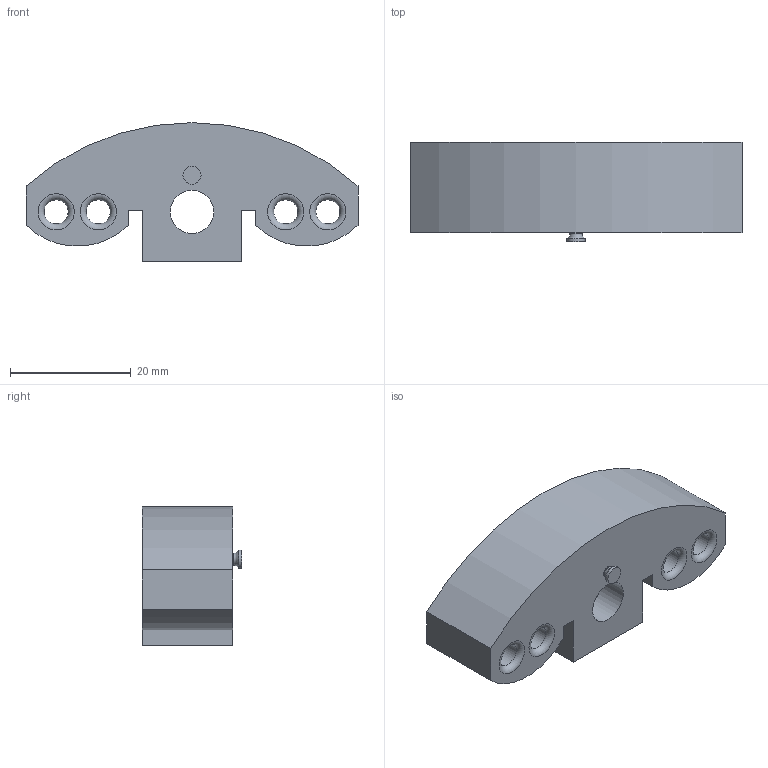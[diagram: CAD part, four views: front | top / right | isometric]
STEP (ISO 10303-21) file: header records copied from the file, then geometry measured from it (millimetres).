
FILE_DESCRIPTION(/* description */ (''),/* implementation_level */ '2;1');
FILE_NAME(/* name */ 'Runner v6.step',/* time_stamp */ '2019-01-08T22:25:47+00:00',/* author */ ('elliott.whiteW7C4J'),/* organization */ (''),/* preprocessor_version */ 'ST-DEVELOPER v17.2',/* originating_system */ 'Autodesk Translation Framework v7.6.0.251',/* authorisation */ '');
FILE_SCHEMA (('AUTOMOTIVE_DESIGN { 1 0 10303 214 3 1 1 }'));
Length unit declared in the file: millimetre
Products named in the file (1): Runner_Modified
Bounding box: 55.1 x 16.5 x 23 mm (x, y, z)
Volume: 11923.2 mm3; surface area: 5251.1 mm2
Topology: 1 solids, 1 shells, 43 faces, 125 edges, 86 vertices
Faces by surface type: plane 19, cylinder 15, torus 9
Full cylindrical faces by diameter (mm): 2 x1, 3 x1, 4 x4, 7.2 x2
Entity records: 1532 total; most frequent: DIRECTION 278, CARTESIAN_POINT 255, ORIENTED_EDGE 250, EDGE_CURVE 125, AXIS2_PLACEMENT_3D 109, VERTEX_POINT 86, CIRCLE 61, LINE 60
